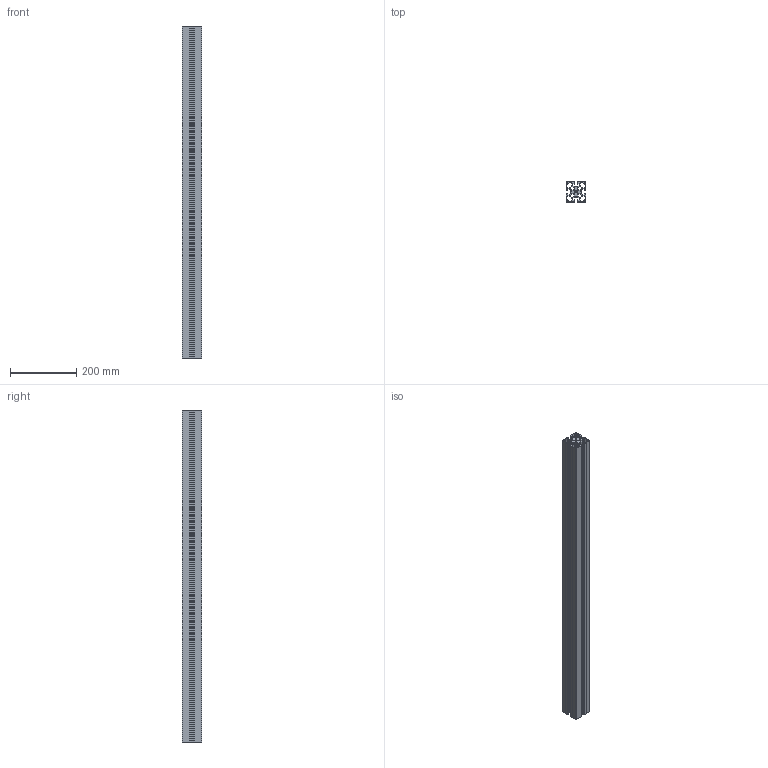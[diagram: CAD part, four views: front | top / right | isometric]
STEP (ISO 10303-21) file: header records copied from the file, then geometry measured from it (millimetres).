
FILE_DESCRIPTION((''),'2;1');
FILE_NAME('10015_PROFIL_60X60','2022-09-16T13:28:48',('PredragRovcanin'),('Audax d.o.o.'),'CREO PARAMETRIC BY PTC INC, 2020281','CREO PARAMETRIC BY PTC INC, 2020281','');
FILE_SCHEMA(('AUTOMOTIVE_DESIGN { 1 0 10303 214 1 1 1 1 }'));
Length unit declared in the file: millimetre
Products named in the file (1): 10015_PROFIL_60X60
Bounding box: 60 x 60 x 1000 mm (x, y, z)
Volume: 1344129.1 mm3; surface area: 794768.9 mm2
Topology: 1 solids, 1 shells, 270 faces, 882 edges, 617 vertices
Faces by surface type: plane 146, cylinder 124
Entity records: 12820 total; most frequent: DIRECTION 1722, CARTESIAN_POINT 1699, ORIENTED_EDGE 1608, PRESENTATION_STYLE_ASSIGNMENT 884, STYLED_ITEM 884, CURVE_STYLE 883, EDGE_CURVE 804, VECTOR 600
